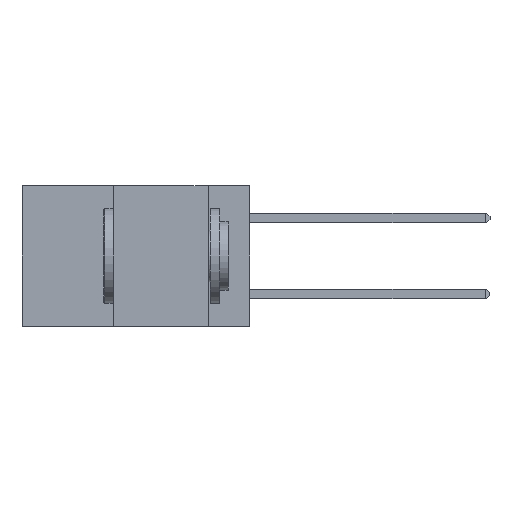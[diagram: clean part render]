
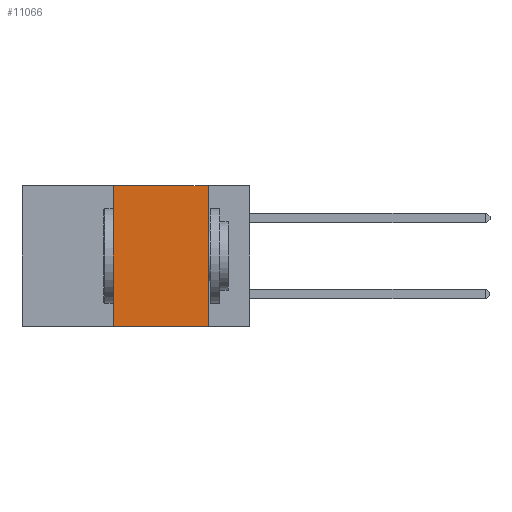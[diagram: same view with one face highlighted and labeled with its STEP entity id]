
A CAD part, left-side view. The second image highlights one B-rep face of the part: STEP entity #11066.
In plain terms, the highlighted planar face has unit normal (-1, 0, 0).
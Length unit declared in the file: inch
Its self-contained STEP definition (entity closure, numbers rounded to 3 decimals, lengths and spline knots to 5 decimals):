
#73 = DIRECTION ( 'NONE',  ( 0., 0., -1. ) ) ;
#1113 = CARTESIAN_POINT ( 'NONE',  ( 0., 0.11, -0.37 ) ) ;
#1134 = ORIENTED_EDGE ( 'NONE', *, *, #10380, .F. ) ;
#1521 = ORIENTED_EDGE ( 'NONE', *, *, #11160, .T. ) ;
#3010 = VERTEX_POINT ( 'NONE', #1113 ) ;
#3793 = FACE_OUTER_BOUND ( 'NONE', #11582, .T. ) ;
#4010 = LINE ( 'NONE', #10909, #7252 ) ;
#4957 = PLANE ( 'NONE',  #12053 ) ;
#5118 = CARTESIAN_POINT ( 'NONE',  ( 0., 0.11, 0. ) ) ;
#5375 = VECTOR ( 'NONE', #6332, 39.37008 ) ;
#5918 = DIRECTION ( 'NONE',  ( 0., -1., 0. ) ) ;
#6177 = CARTESIAN_POINT ( 'NONE',  ( 0., 0.6, 0. ) ) ;
#6332 = DIRECTION ( 'NONE',  ( 0., 0., -1. ) ) ;
#6340 = CARTESIAN_POINT ( 'NONE',  ( 0., 0.6, -0.37 ) ) ;
#6441 = ORIENTED_EDGE ( 'NONE', *, *, #13381, .F. ) ;
#6865 = CARTESIAN_POINT ( 'NONE',  ( 0., 0.36, -0.37 ) ) ;
#7134 = CARTESIAN_POINT ( 'NONE',  ( 0., 0.6, 0. ) ) ;
#7252 = VECTOR ( 'NONE', #14384, 39.37008 ) ;
#7407 = DIRECTION ( 'NONE',  ( 1., 0., 0. ) ) ;
#8729 = VECTOR ( 'NONE', #13432, 39.37008 ) ;
#9569 = EDGE_CURVE ( 'NONE', #12042, #3010, #11762, .T. ) ;
#9851 = LINE ( 'NONE', #6340, #8729 ) ;
#10380 = EDGE_CURVE ( 'NONE', #12109, #10873, #4010, .T. ) ;
#10596 = CARTESIAN_POINT ( 'NONE',  ( 0., 0.36, 0. ) ) ;
#10873 = VERTEX_POINT ( 'NONE', #10596 ) ;
#10909 = CARTESIAN_POINT ( 'NONE',  ( 0., 0.36, 0. ) ) ;
#11055 = VECTOR ( 'NONE', #5918, 39.37008 ) ;
#11066 = ADVANCED_FACE ( 'NONE', ( #3793 ), #4957, .F. ) ;
#11160 = EDGE_CURVE ( 'NONE', #12109, #3010, #9851, .T. ) ;
#11299 = ORIENTED_EDGE ( 'NONE', *, *, #9569, .F. ) ;
#11582 = EDGE_LOOP ( 'NONE', ( #11299, #6441, #1134, #1521 ) ) ;
#11762 = LINE ( 'NONE', #5118, #5375 ) ;
#12042 = VERTEX_POINT ( 'NONE', #15024 ) ;
#12053 = AXIS2_PLACEMENT_3D ( 'NONE', #6177, #7407, #73 ) ;
#12109 = VERTEX_POINT ( 'NONE', #6865 ) ;
#13381 = EDGE_CURVE ( 'NONE', #10873, #12042, #14537, .T. ) ;
#13432 = DIRECTION ( 'NONE',  ( 0., -1., 0. ) ) ;
#14384 = DIRECTION ( 'NONE',  ( 0., 0., 1. ) ) ;
#14537 = LINE ( 'NONE', #7134, #11055 ) ;
#15024 = CARTESIAN_POINT ( 'NONE',  ( 0., 0.11, 0. ) ) ;
